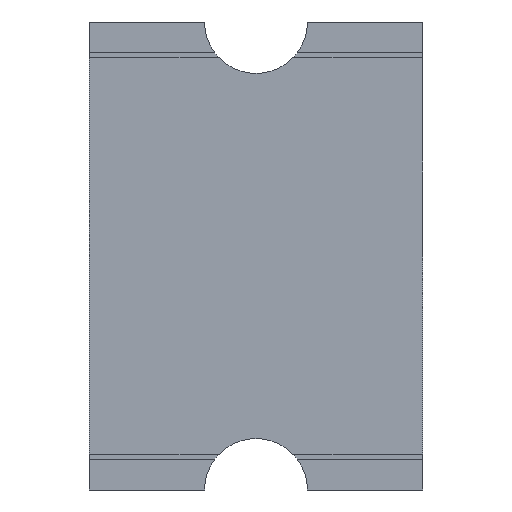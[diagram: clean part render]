
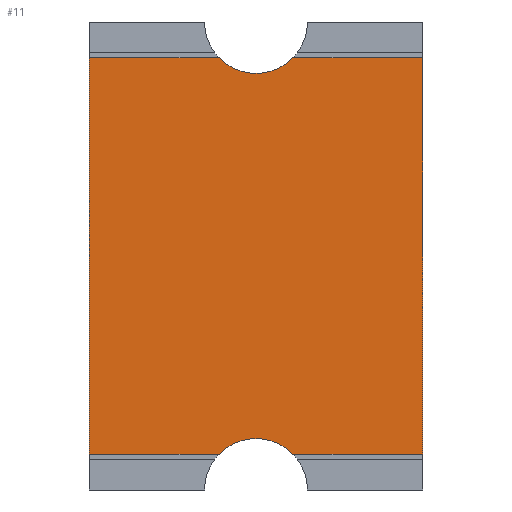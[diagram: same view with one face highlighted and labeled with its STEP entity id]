
A CAD part, front view. The second image highlights one B-rep face of the part: STEP entity #11.
In plain terms, the highlighted planar face has unit normal (0, -1, 0).
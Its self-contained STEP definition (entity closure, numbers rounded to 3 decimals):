
#11 = ADVANCED_FACE( '', (#12 ), #80, .F.) ;
#12 = FACE_BOUND( '', #13, .T.) ;
#13 = EDGE_LOOP( '', (#14, #25, #33, #41, #49, #58, #66, #74 )) ;
#14 = ORIENTED_EDGE( '',*,*, #15, .T.) ;
#15 = EDGE_CURVE( '', #16, #18, #20, .F.) ;
#16 = VERTEX_POINT( '', #17 ) ;
#17 = CARTESIAN_POINT( '', (-0.357,0.0,-1.925 )) ;
#18 = VERTEX_POINT( '', #19 ) ;
#19 = CARTESIAN_POINT( '', (0.357,0.0,-1.925 )) ;
#20 = CIRCLE( '', #21,0.5 ) ;
#21 = AXIS2_PLACEMENT_3D( '', #22, #23, #24 ) ;
#22 = CARTESIAN_POINT( '', (0.0,0.0,-2.275 )) ;
#23 = DIRECTION( '', (0.0,-1.0,0.0 )) ;
#24 = DIRECTION( '', (0.714,0.0,0.7 )) ;
#25 = ORIENTED_EDGE( '',*,*, #26, .T.) ;
#26 = EDGE_CURVE( '', #18, #27, #29, .T.) ;
#27 = VERTEX_POINT( '', #28 ) ;
#28 = CARTESIAN_POINT( '', (1.62,0.0,-1.925 )) ;
#29 = LINE( '', #30, #31 ) ;
#30 = CARTESIAN_POINT( '', (0.357,0.0,-1.925 )) ;
#31 = VECTOR( '', #32,1.0 ) ;
#32 = DIRECTION( '', (1.0,0.0,0.0 )) ;
#33 = ORIENTED_EDGE( '',*,*, #34, .T.) ;
#34 = EDGE_CURVE( '', #27, #35, #37, .F.) ;
#35 = VERTEX_POINT( '', #36 ) ;
#36 = CARTESIAN_POINT( '', (1.62,0.0,1.925 )) ;
#37 = LINE( '', #38, #39 ) ;
#38 = CARTESIAN_POINT( '', (1.62,0.0,1.925 )) ;
#39 = VECTOR( '', #40,1.0 ) ;
#40 = DIRECTION( '', (0.0,0.0,-1.0 )) ;
#41 = ORIENTED_EDGE( '',*,*, #42, .T.) ;
#42 = EDGE_CURVE( '', #35, #43, #45, .F.) ;
#43 = VERTEX_POINT( '', #44 ) ;
#44 = CARTESIAN_POINT( '', (0.357,0.0,1.925 )) ;
#45 = LINE( '', #46, #47 ) ;
#46 = CARTESIAN_POINT( '', (0.357,0.0,1.925 )) ;
#47 = VECTOR( '', #48,1.0 ) ;
#48 = DIRECTION( '', (1.0,0.0,0.0 )) ;
#49 = ORIENTED_EDGE( '',*,*, #50, .T.) ;
#50 = EDGE_CURVE( '', #43, #51, #53, .F.) ;
#51 = VERTEX_POINT( '', #52 ) ;
#52 = CARTESIAN_POINT( '', (-0.357,0.0,1.925 )) ;
#53 = CIRCLE( '', #54,0.5 ) ;
#54 = AXIS2_PLACEMENT_3D( '', #55, #56, #57 ) ;
#55 = CARTESIAN_POINT( '', (0.0,0.0,2.275 )) ;
#56 = DIRECTION( '', (0.0,-1.0,0.0 )) ;
#57 = DIRECTION( '', (-0.714,0.0,-0.7 )) ;
#58 = ORIENTED_EDGE( '',*,*, #59, .T.) ;
#59 = EDGE_CURVE( '', #51, #60, #62, .F.) ;
#60 = VERTEX_POINT( '', #61 ) ;
#61 = CARTESIAN_POINT( '', (-1.62,0.0,1.925 )) ;
#62 = LINE( '', #63, #64 ) ;
#63 = CARTESIAN_POINT( '', (-1.62,0.0,1.925 )) ;
#64 = VECTOR( '', #65,1.0 ) ;
#65 = DIRECTION( '', (1.0,0.0,0.0 )) ;
#66 = ORIENTED_EDGE( '',*,*, #67, .T.) ;
#67 = EDGE_CURVE( '', #60, #68, #70, .F.) ;
#68 = VERTEX_POINT( '', #69 ) ;
#69 = CARTESIAN_POINT( '', (-1.62,0.0,-1.925 )) ;
#70 = LINE( '', #71, #72 ) ;
#71 = CARTESIAN_POINT( '', (-1.62,0.0,-1.925 )) ;
#72 = VECTOR( '', #73,1.0 ) ;
#73 = DIRECTION( '', (0.0,0.0,1.0 )) ;
#74 = ORIENTED_EDGE( '',*,*, #75, .T.) ;
#75 = EDGE_CURVE( '', #68, #16, #76, .T.) ;
#76 = LINE( '', #77, #78 ) ;
#77 = CARTESIAN_POINT( '', (-1.62,0.0,-1.925 )) ;
#78 = VECTOR( '', #79,1.0 ) ;
#79 = DIRECTION( '', (1.0,0.0,0.0 )) ;
#80 = PLANE( '', #81 ) ;
#81 = AXIS2_PLACEMENT_3D( '', #82, #83, #84 ) ;
#82 = CARTESIAN_POINT( '', (0.0,0.0,0.0 )) ;
#83 = DIRECTION( '', (0.0,1.0,0.0 )) ;
#84 = DIRECTION( '', (0.0,0.0,1.0 )) ;
